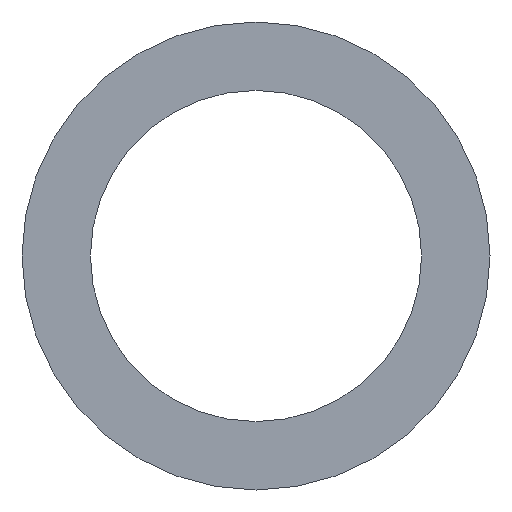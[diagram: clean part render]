
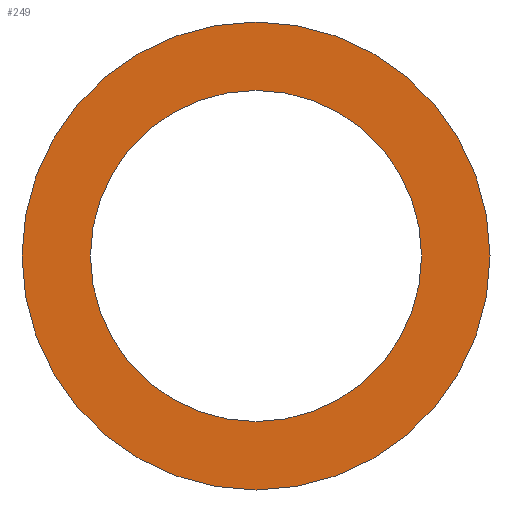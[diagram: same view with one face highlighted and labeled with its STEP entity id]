
A CAD part, front view. The second image highlights one B-rep face of the part: STEP entity #249.
In plain terms, the highlighted planar face has unit normal (0, -1, 0).
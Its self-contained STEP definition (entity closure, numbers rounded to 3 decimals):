
#14 = DIRECTION ( 'NONE',  ( 0., 1., 0. ) ) ;
#16 = ORIENTED_EDGE ( 'NONE', *, *, #32, .T. ) ;
#19 = EDGE_LOOP ( 'NONE', ( #137, #123 ) ) ;
#23 = DIRECTION ( 'NONE',  ( 0., 0., 1. ) ) ;
#32 = EDGE_CURVE ( 'NONE', #233, #226, #204, .T. ) ;
#47 = CARTESIAN_POINT ( 'NONE',  ( 0., 0., -23. ) ) ;
#52 = DIRECTION ( 'NONE',  ( 0., 0., 1. ) ) ;
#53 = CARTESIAN_POINT ( 'NONE',  ( 0., 0., 0. ) ) ;
#60 = AXIS2_PLACEMENT_3D ( 'NONE', #91, #199, #154 ) ;
#63 = VERTEX_POINT ( 'NONE', #150 ) ;
#82 = EDGE_CURVE ( 'NONE', #63, #165, #148, .T. ) ;
#88 = CARTESIAN_POINT ( 'NONE',  ( 0., 0., 0. ) ) ;
#91 = CARTESIAN_POINT ( 'NONE',  ( 0., 0., 0. ) ) ;
#100 = FACE_OUTER_BOUND ( 'NONE', #19, .T. ) ;
#103 = FACE_BOUND ( 'NONE', #112, .T. ) ;
#109 = AXIS2_PLACEMENT_3D ( 'NONE', #88, #191, #170 ) ;
#112 = EDGE_LOOP ( 'NONE', ( #173, #16 ) ) ;
#116 = CARTESIAN_POINT ( 'NONE',  ( 0., 0., 23. ) ) ;
#122 = AXIS2_PLACEMENT_3D ( 'NONE', #225, #189, #23 ) ;
#123 = ORIENTED_EDGE ( 'NONE', *, *, #82, .F. ) ;
#137 = ORIENTED_EDGE ( 'NONE', *, *, #188, .F. ) ;
#144 = AXIS2_PLACEMENT_3D ( 'NONE', #168, #216, #52 ) ;
#148 = CIRCLE ( 'NONE', #109, 32.5 ) ;
#150 = CARTESIAN_POINT ( 'NONE',  ( 0., 0., 32.5 ) ) ;
#154 = DIRECTION ( 'NONE',  ( 0., 0., 1. ) ) ;
#158 = PLANE ( 'NONE',  #60 ) ;
#165 = VERTEX_POINT ( 'NONE', #238 ) ;
#168 = CARTESIAN_POINT ( 'NONE',  ( 0., 0., 0. ) ) ;
#170 = DIRECTION ( 'NONE',  ( 0., 0., 1. ) ) ;
#173 = ORIENTED_EDGE ( 'NONE', *, *, #185, .T. ) ;
#185 = EDGE_CURVE ( 'NONE', #226, #233, #203, .T. ) ;
#188 = EDGE_CURVE ( 'NONE', #165, #63, #239, .T. ) ;
#189 = DIRECTION ( 'NONE',  ( 0., 1., 0. ) ) ;
#191 = DIRECTION ( 'NONE',  ( 0., 1., 0. ) ) ;
#199 = DIRECTION ( 'NONE',  ( 0., 1., 0. ) ) ;
#202 = AXIS2_PLACEMENT_3D ( 'NONE', #53, #14, #213 ) ;
#203 = CIRCLE ( 'NONE', #144, 23. ) ;
#204 = CIRCLE ( 'NONE', #122, 23. ) ;
#213 = DIRECTION ( 'NONE',  ( 0., 0., 1. ) ) ;
#216 = DIRECTION ( 'NONE',  ( 0., 1., 0. ) ) ;
#225 = CARTESIAN_POINT ( 'NONE',  ( 0., 0., 0. ) ) ;
#226 = VERTEX_POINT ( 'NONE', #47 ) ;
#233 = VERTEX_POINT ( 'NONE', #116 ) ;
#238 = CARTESIAN_POINT ( 'NONE',  ( 0., 0., -32.5 ) ) ;
#239 = CIRCLE ( 'NONE', #202, 32.5 ) ;
#249 = ADVANCED_FACE ( 'NONE', ( #100, #103 ), #158, .F. ) ;
